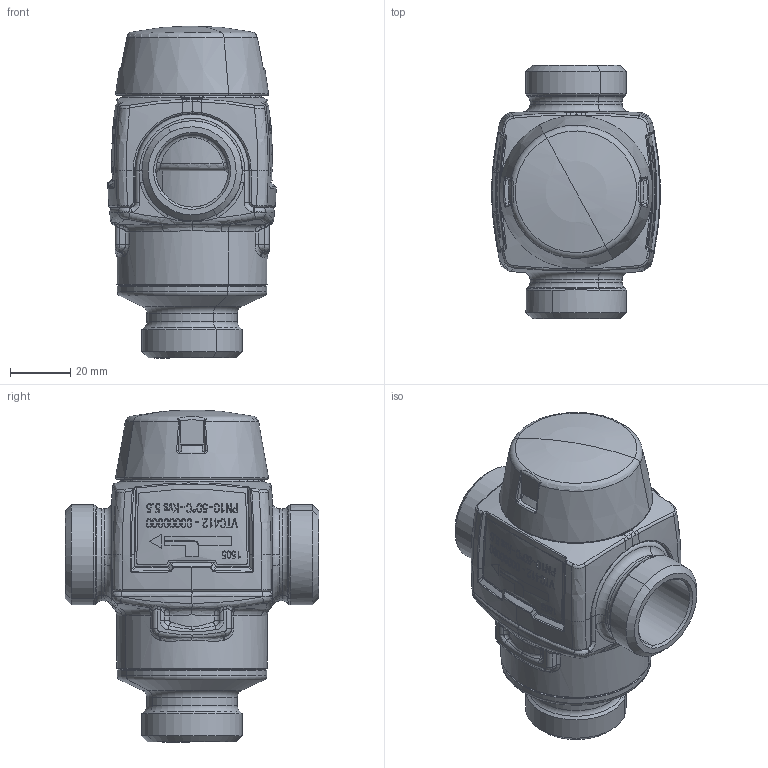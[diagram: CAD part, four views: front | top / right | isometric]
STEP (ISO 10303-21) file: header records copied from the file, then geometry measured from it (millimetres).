
FILE_DESCRIPTION(('CATIA V5 STEP Exchange'),'2;1');
FILE_NAME('VTC410_51060100.stp','2017-03-27T15:24:32+00:00',('none'),('none'),'CATIA Version 5-6 Release 2014 SP4 HF22','CATIA V5 STEP AP203','none');
FILE_SCHEMA(('CONFIG_CONTROL_DESIGN'));
Length unit declared in the file: millimetre
Products named in the file (1): VTC410_51060100
Bounding box: 55.84 x 84 x 110 mm (x, y, z)
Volume: 179495.6 mm3; surface area: 51223.8 mm2
Topology: 1 solids, 4 shells, 3919 faces, 10481 edges, 6594 vertices
Faces by surface type: plane 2220, bspline 915, cylinder 305, torus 180, revolution 123, cone 106, sphere 62, extrusion 8
Entity records: 172554 total; most frequent: CARTESIAN_POINT 93696, ORIENTED_EDGE 20812, EDGE_CURVE 10406, DIRECTION 8699, B_SPLINE_CURVE_WITH_KNOTS 7063, VERTEX_POINT 6594, EDGE_LOOP 4046, ADVANCED_FACE 3919
